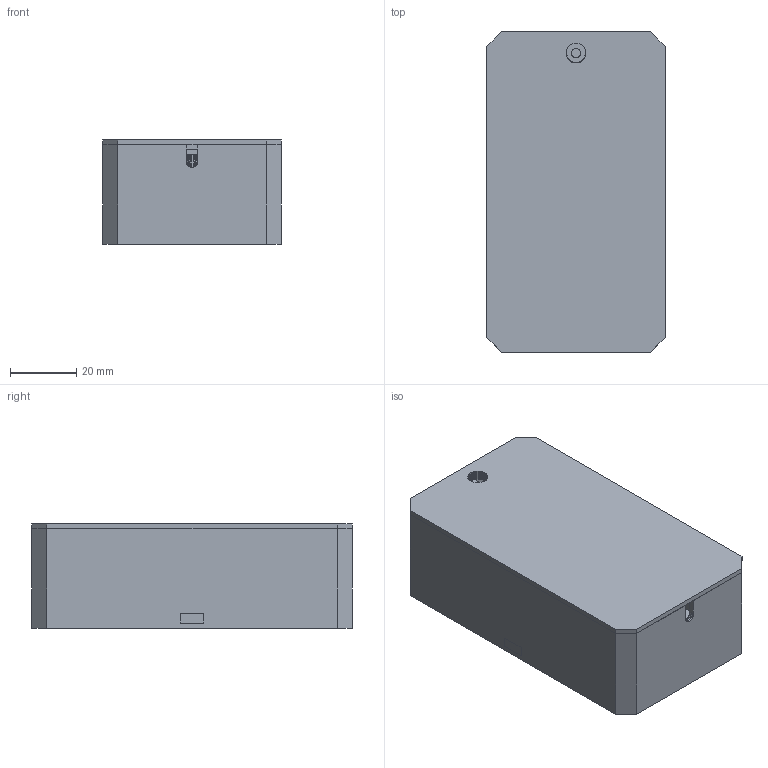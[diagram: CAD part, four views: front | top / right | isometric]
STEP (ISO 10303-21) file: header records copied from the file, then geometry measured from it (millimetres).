
FILE_DESCRIPTION(/* description */ (''),/* implementation_level */ '2;1');
FILE_NAME(/* name */ 'superswitch-case-v2-fusion.step',/* time_stamp */ '2020-10-28T18:13:39+01:00',/* author */ (''),/* organization */ (''),/* preprocessor_version */ 'ST-DEVELOPER v18.1',/* originating_system */ 'Autodesk Translation Framework v9.3.0.1241',/* authorisation */ '');
FILE_SCHEMA (('AUTOMOTIVE_DESIGN { 1 0 10303 214 3 1 1 }'));
Length unit declared in the file: millimetre
Products named in the file (2): superswitch-case-v2; superswitch-cover-v2
Assembly tree (1 placements, depth 2):
  superswitch-case-v2
    superswitch-cover-v2
Bounding box: 54 x 97 x 31.5 mm (x, y, z)
Volume: 26964.4 mm3; surface area: 37218.5 mm2
Topology: 2 solids, 2 shells, 753 faces, 2106 edges, 1372 vertices
Faces by surface type: plane 753
Entity records: 23617 total; most frequent: CARTESIAN_POINT 4230, ORIENTED_EDGE 4208, DIRECTION 3614, LINE 2104, VECTOR 2104, EDGE_CURVE 2104, VERTEX_POINT 1371, EDGE_LOOP 783
